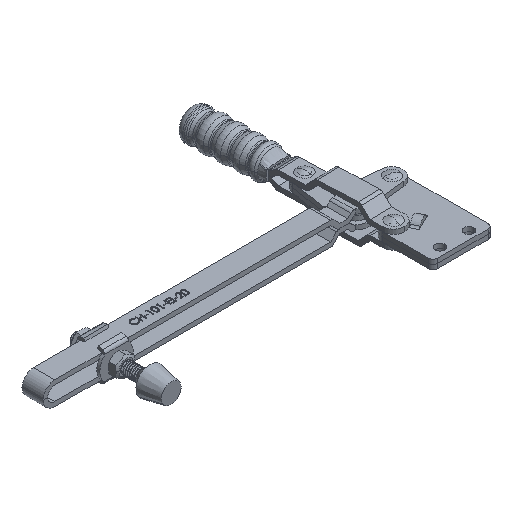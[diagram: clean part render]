
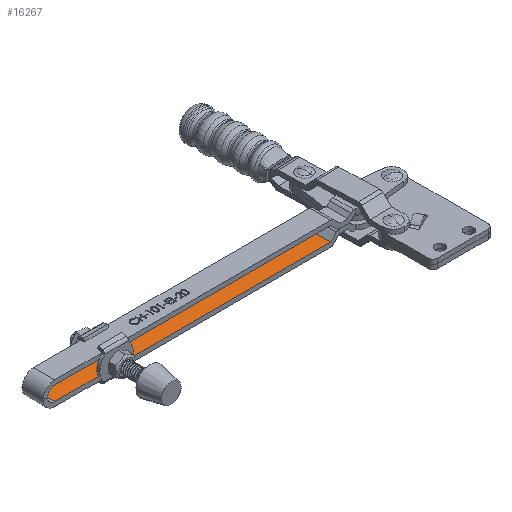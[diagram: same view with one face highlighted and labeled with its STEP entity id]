
A CAD part, isometric view. The second image highlights one B-rep face of the part: STEP entity #16267.
In plain terms, the highlighted face is planar.
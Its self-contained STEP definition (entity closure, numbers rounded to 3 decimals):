
#2269 = DIRECTION ( 'NONE',  ( 0., 1., 0. ) ) ;
#2732 = FACE_OUTER_BOUND ( 'NONE', #32922, .T. ) ;
#2996 = DIRECTION ( 'NONE',  ( 1., 0., 0. ) ) ;
#3913 = CARTESIAN_POINT ( 'NONE',  ( -236.711, 10.708, 20. ) ) ;
#4186 = VECTOR ( 'NONE', #2996, 1000. ) ;
#4869 = CARTESIAN_POINT ( 'NONE',  ( -236.711, 10.708, 17. ) ) ;
#5861 = CARTESIAN_POINT ( 'NONE',  ( -54.708, 10.708, 3. ) ) ;
#6048 = VECTOR ( 'NONE', #11329, 1000. ) ;
#6707 = DIRECTION ( 'NONE',  ( 0., 0., -1. ) ) ;
#7739 = VERTEX_POINT ( 'NONE', #11532 ) ;
#8577 = CARTESIAN_POINT ( 'NONE',  ( -54.708, 10.708, 20. ) ) ;
#11064 = ORIENTED_EDGE ( 'NONE', *, *, #30979, .F. ) ;
#11329 = DIRECTION ( 'NONE',  ( 0., 0., -1. ) ) ;
#11403 = DIRECTION ( 'NONE',  ( -1., 0., 0. ) ) ;
#11532 = CARTESIAN_POINT ( 'NONE',  ( -236.711, 10.708, 3. ) ) ;
#11542 = LINE ( 'NONE', #33156, #4186 ) ;
#11909 = ORIENTED_EDGE ( 'NONE', *, *, #19614, .T. ) ;
#12142 = ORIENTED_EDGE ( 'NONE', *, *, #32736, .F. ) ;
#12586 = VECTOR ( 'NONE', #6707, 1000. ) ;
#15668 = VERTEX_POINT ( 'NONE', #4869 ) ;
#16267 = ADVANCED_FACE ( 'NONE', ( #2732 ), #29362, .F. ) ;
#16280 = VECTOR ( 'NONE', #11403, 1000. ) ;
#18744 = CARTESIAN_POINT ( 'NONE',  ( -54.708, 10.708, 20. ) ) ;
#19614 = EDGE_CURVE ( 'NONE', #15668, #7739, #20755, .T. ) ;
#20755 = LINE ( 'NONE', #3913, #12586 ) ;
#21538 = DIRECTION ( 'NONE',  ( 1., 0., 0. ) ) ;
#21546 = LINE ( 'NONE', #8577, #6048 ) ;
#23446 = EDGE_CURVE ( 'NONE', #15668, #26853, #11542, .T. ) ;
#24520 = VERTEX_POINT ( 'NONE', #28190 ) ;
#26394 = ORIENTED_EDGE ( 'NONE', *, *, #23446, .F. ) ;
#26853 = VERTEX_POINT ( 'NONE', #34189 ) ;
#28190 = CARTESIAN_POINT ( 'NONE',  ( -54.708, 10.708, 3. ) ) ;
#29213 = LINE ( 'NONE', #5861, #16280 ) ;
#29362 = PLANE ( 'NONE',  #34118 ) ;
#30979 = EDGE_CURVE ( 'NONE', #26853, #24520, #21546, .T. ) ;
#32736 = EDGE_CURVE ( 'NONE', #24520, #7739, #29213, .T. ) ;
#32922 = EDGE_LOOP ( 'NONE', ( #11064, #26394, #11909, #12142 ) ) ;
#33156 = CARTESIAN_POINT ( 'NONE',  ( -54.708, 10.708, 17. ) ) ;
#34118 = AXIS2_PLACEMENT_3D ( 'NONE', #18744, #2269, #21538 ) ;
#34189 = CARTESIAN_POINT ( 'NONE',  ( -54.708, 10.708, 17. ) ) ;
